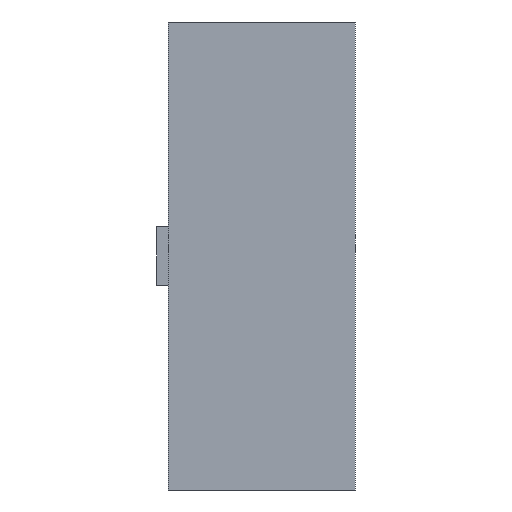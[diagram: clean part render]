
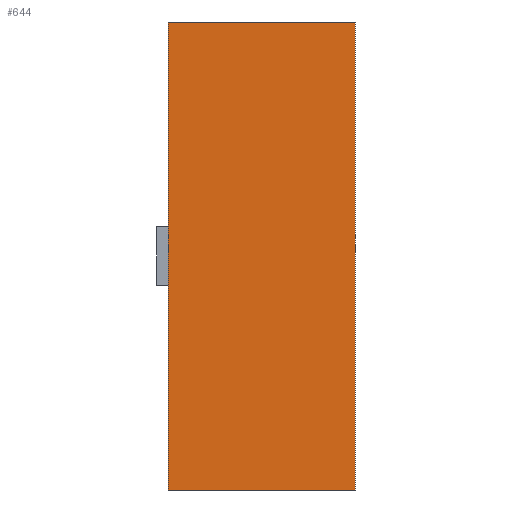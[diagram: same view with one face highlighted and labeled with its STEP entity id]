
A CAD part, left-side view. The second image highlights one B-rep face of the part: STEP entity #644.
In plain terms, the highlighted planar face has unit normal (-1, 0, 0).
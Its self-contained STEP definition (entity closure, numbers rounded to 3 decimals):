
#6 = CARTESIAN_POINT ( 'NONE',  ( -3.5, 0.8, -1. ) ) ;
#42 = VERTEX_POINT ( 'NONE', #565 ) ;
#56 = DIRECTION ( 'NONE',  ( 0., -1., 0. ) ) ;
#69 = VECTOR ( 'NONE', #529, 1000. ) ;
#86 = ORIENTED_EDGE ( 'NONE', *, *, #870, .F. ) ;
#140 = CARTESIAN_POINT ( 'NONE',  ( -3.5, 0., -1. ) ) ;
#147 = CARTESIAN_POINT ( 'NONE',  ( -3.5, 0.8, -1. ) ) ;
#150 = VERTEX_POINT ( 'NONE', #640 ) ;
#177 = EDGE_CURVE ( 'NONE', #238, #42, #727, .T. ) ;
#179 = VECTOR ( 'NONE', #229, 1000. ) ;
#229 = DIRECTION ( 'NONE',  ( 0., 0., 1. ) ) ;
#233 = EDGE_CURVE ( 'NONE', #621, #150, #641, .T. ) ;
#238 = VERTEX_POINT ( 'NONE', #147 ) ;
#244 = AXIS2_PLACEMENT_3D ( 'NONE', #1057, #622, #733 ) ;
#245 = EDGE_LOOP ( 'NONE', ( #378, #86, #890, #666 ) ) ;
#267 = LINE ( 'NONE', #577, #522 ) ;
#273 = EDGE_CURVE ( 'NONE', #238, #621, #874, .T. ) ;
#296 = PLANE ( 'NONE',  #244 ) ;
#305 = CARTESIAN_POINT ( 'NONE',  ( -3.5, 0., -1. ) ) ;
#378 = ORIENTED_EDGE ( 'NONE', *, *, #233, .T. ) ;
#520 = CARTESIAN_POINT ( 'NONE',  ( -3.5, 0.8, -1. ) ) ;
#522 = VECTOR ( 'NONE', #56, 1000. ) ;
#529 = DIRECTION ( 'NONE',  ( 0., -1., 0. ) ) ;
#554 = DIRECTION ( 'NONE',  ( 0., 0., 1. ) ) ;
#565 = CARTESIAN_POINT ( 'NONE',  ( -3.5, 0.8, 1. ) ) ;
#577 = CARTESIAN_POINT ( 'NONE',  ( -3.5, 0.8, 1. ) ) ;
#621 = VERTEX_POINT ( 'NONE', #140 ) ;
#622 = DIRECTION ( 'NONE',  ( 1., 0., 0. ) ) ;
#640 = CARTESIAN_POINT ( 'NONE',  ( -3.5, 0., 1. ) ) ;
#641 = LINE ( 'NONE', #305, #179 ) ;
#644 = ADVANCED_FACE ( 'NONE', ( #873 ), #296, .F. ) ;
#666 = ORIENTED_EDGE ( 'NONE', *, *, #273, .T. ) ;
#727 = LINE ( 'NONE', #6, #728 ) ;
#728 = VECTOR ( 'NONE', #554, 1000. ) ;
#733 = DIRECTION ( 'NONE',  ( 0., 0., -1. ) ) ;
#870 = EDGE_CURVE ( 'NONE', #42, #150, #267, .T. ) ;
#873 = FACE_OUTER_BOUND ( 'NONE', #245, .T. ) ;
#874 = LINE ( 'NONE', #520, #69 ) ;
#890 = ORIENTED_EDGE ( 'NONE', *, *, #177, .F. ) ;
#1057 = CARTESIAN_POINT ( 'NONE',  ( -3.5, 0.8, -1. ) ) ;
